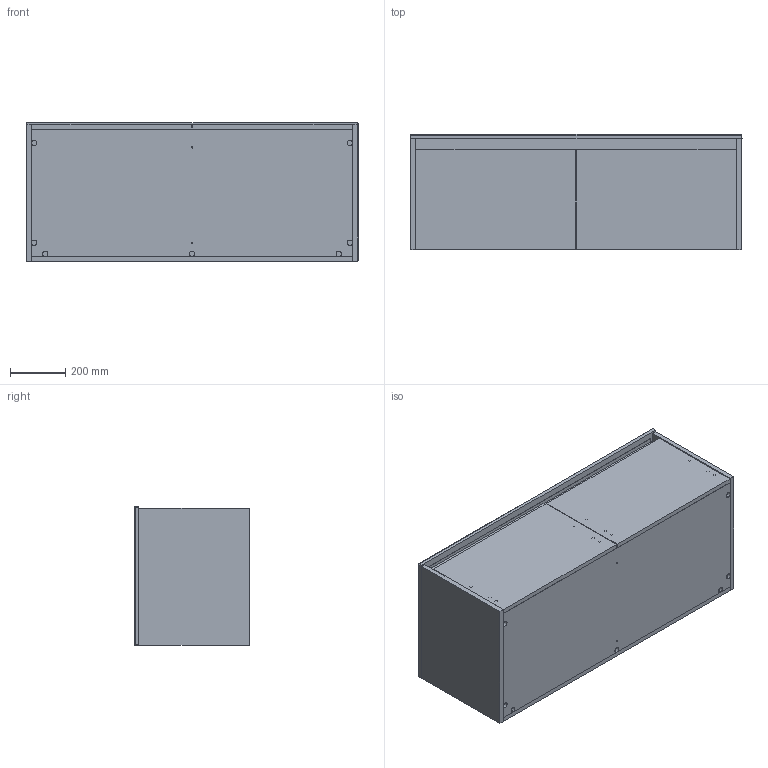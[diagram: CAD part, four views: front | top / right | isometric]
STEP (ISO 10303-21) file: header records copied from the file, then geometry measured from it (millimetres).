
FILE_DESCRIPTION (( 'STEP AP203' ), '1' );
FILE_NAME ('408_1200DBW2DR_Kayla.STEP', '2022-04-06T23:52:10', ( '' ), ( '' ), 'SwSTEP 2.0', 'SolidWorks 2020', '' );
FILE_SCHEMA (( 'CONFIG_CONTROL_DESIGN' ));
Length unit declared in the file: millimetre
Products named in the file (12): Top Stretcher; PL001054; PL001053; PL001048; PL001002; PL001052; PL001072; 408_1200DBW2DR_Kayla; F408_1200DW2DR; PL001003; Lauretta_1200D; PL001051
Assembly tree (12 placements, depth 3):
  408_1200DBW2DR_Kayla
    Lauretta_1200D
    F408_1200DW2DR
      PL001003
      PL001002
      PL001054
      PL001053
      PL001052
      PL001051
      PL001048  x2
      PL001072
      Top Stretcher
Bounding box: 1200 x 415 x 500 mm (x, y, z)
Volume: 48219850.7 mm3; surface area: 6600957.5 mm2
Topology: 11 solids, 11 shells, 392 faces, 872 edges, 544 vertices
Faces by surface type: cylinder 172, plane 132, bspline 80, cone 4, sphere 4
Entity records: 36087 total; most frequent: CARTESIAN_POINT 27357, ORIENTED_EDGE 1560, DIRECTION 1474, EDGE_CURVE 780, AXIS2_PLACEMENT_3D 584, VERTEX_POINT 488, EDGE_LOOP 434, ADVANCED_FACE 354
